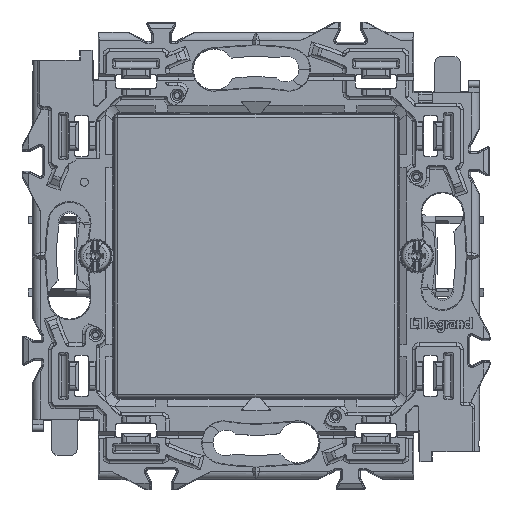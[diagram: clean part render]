
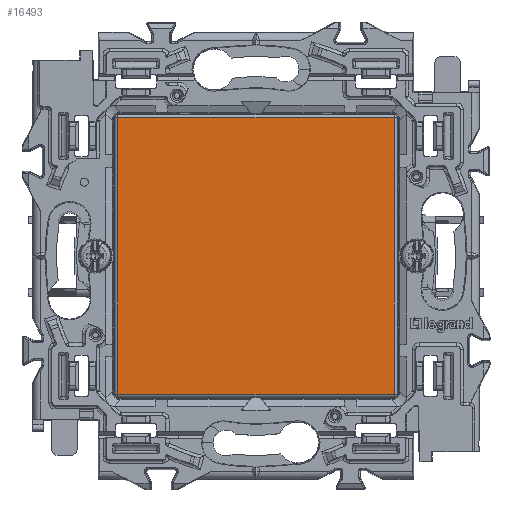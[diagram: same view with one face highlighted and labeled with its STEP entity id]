
A CAD part, top view. The second image highlights one B-rep face of the part: STEP entity #16493.
In plain terms, the highlighted face is planar.
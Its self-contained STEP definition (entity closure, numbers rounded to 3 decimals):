
#16473=AXIS2_PLACEMENT_3D('Plane Axis2P3D',#16470,#16471,#16472) ;
#12654=CARTESIAN_POINT('Vertex',(0.,-21.911,21.911)) ;
#14673=CARTESIAN_POINT('Vertex',(0.,-21.911,-21.911)) ;
#14676=CARTESIAN_POINT('Line Origine',(0.,-21.911,0.)) ;
#15077=CARTESIAN_POINT('Vertex',(0.,21.911,21.911)) ;
#15087=CARTESIAN_POINT('Line Origine',(0.,0.,21.911)) ;
#16470=CARTESIAN_POINT('Axis2P3D Location',(0.,0.,0.)) ;
#16475=CARTESIAN_POINT('Line Origine',(0.,0.,-21.911)) ;
#16479=CARTESIAN_POINT('Vertex',(0.,21.911,-21.911)) ;
#16482=CARTESIAN_POINT('Line Origine',(0.,21.911,0.)) ;
#14677=DIRECTION('Vector Direction',(0.,0.,1.)) ;
#15088=DIRECTION('Vector Direction',(0.,-1.,0.)) ;
#16471=DIRECTION('Axis2P3D Direction',(-1.,0.,0.)) ;
#16472=DIRECTION('Axis2P3D XDirection',(0.,-1.,0.)) ;
#16476=DIRECTION('Vector Direction',(0.,-1.,0.)) ;
#16483=DIRECTION('Vector Direction',(0.,0.,1.)) ;
#14678=VECTOR('Line Direction',#14677,1.) ;
#15089=VECTOR('Line Direction',#15088,1.) ;
#16477=VECTOR('Line Direction',#16476,1.) ;
#16484=VECTOR('Line Direction',#16483,1.) ;
#16488=ORIENTED_EDGE('',*,*,#15091,.T.) ;
#16489=ORIENTED_EDGE('',*,*,#14680,.T.) ;
#16490=ORIENTED_EDGE('',*,*,#16481,.T.) ;
#16491=ORIENTED_EDGE('',*,*,#16486,.T.) ;
#16493=ADVANCED_FACE('Obturateur',(#16492),#16474,.F.) ;
#14680=EDGE_CURVE('',#12655,#14674,#14679,.F.) ;
#15091=EDGE_CURVE('',#15078,#12655,#15090,.T.) ;
#16481=EDGE_CURVE('',#14674,#16480,#16478,.F.) ;
#16486=EDGE_CURVE('',#16480,#15078,#16485,.T.) ;
#16487=EDGE_LOOP('',(#16488,#16489,#16490,#16491)) ;
#16492=FACE_OUTER_BOUND('',#16487,.T.) ;
#14679=LINE('Line',#14676,#14678) ;
#15090=LINE('Line',#15087,#15089) ;
#16478=LINE('Line',#16475,#16477) ;
#16485=LINE('Line',#16482,#16484) ;
#16474=PLANE('',#16473) ;
#12655=VERTEX_POINT('',#12654) ;
#14674=VERTEX_POINT('',#14673) ;
#15078=VERTEX_POINT('',#15077) ;
#16480=VERTEX_POINT('',#16479) ;
